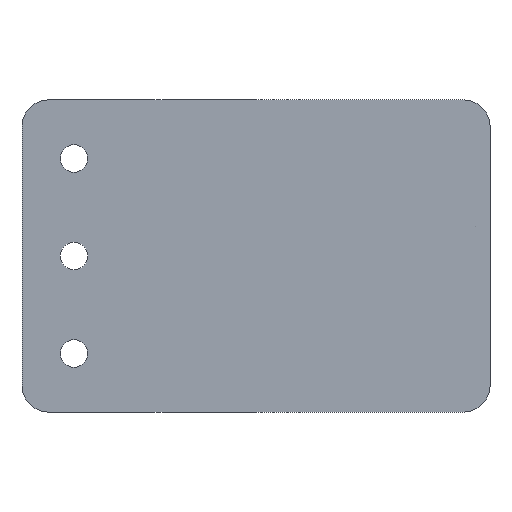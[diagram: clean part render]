
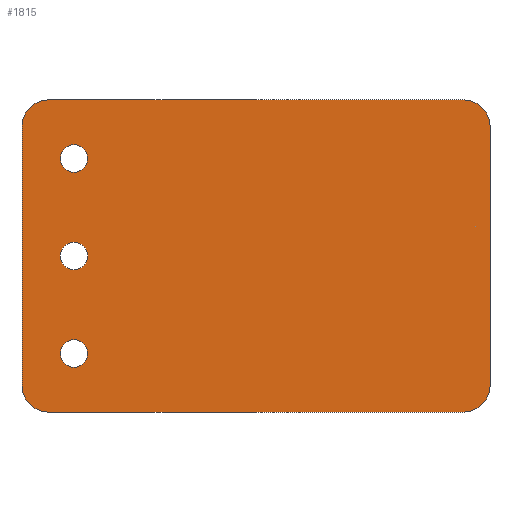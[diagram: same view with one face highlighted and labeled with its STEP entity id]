
A CAD part, left-side view. The second image highlights one B-rep face of the part: STEP entity #1815.
In plain terms, the highlighted planar face has unit normal (-1, 0, 0).
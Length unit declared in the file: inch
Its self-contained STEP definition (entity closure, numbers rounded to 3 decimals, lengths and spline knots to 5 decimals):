
#43 = EDGE_CURVE ( 'NONE', #65, #127, #189, .T. ) ;
#44 = EDGE_CURVE ( 'NONE', #678, #135, #191, .T. ) ;
#46 = EDGE_CURVE ( 'NONE', #127, #129, #190, .T. ) ;
#54 = VERTEX_POINT ( 'NONE', #154 ) ;
#57 = VERTEX_POINT ( 'NONE', #1159 ) ;
#65 = VERTEX_POINT ( 'NONE', #1165 ) ;
#97 = VERTEX_POINT ( 'NONE', #1177 ) ;
#106 = EDGE_CURVE ( 'NONE', #57, #65, #198, .T. ) ;
#107 = EDGE_CURVE ( 'NONE', #135, #54, #210, .T. ) ;
#110 = EDGE_CURVE ( 'NONE', #54, #57, #814, .T. ) ;
#127 = VERTEX_POINT ( 'NONE', #632 ) ;
#129 = VERTEX_POINT ( 'NONE', #634 ) ;
#135 = VERTEX_POINT ( 'NONE', #640 ) ;
#143 = DIRECTION ( 'NONE',  ( 0., 1., 0. ) ) ;
#144 = CARTESIAN_POINT ( 'NONE',  ( 0.58899, 0.792, 1.25 ) ) ;
#145 = DIRECTION ( 'NONE',  ( -1., 0., 0. ) ) ;
#146 = DIRECTION ( 'NONE',  ( 0., 1., 0. ) ) ;
#151 = DIRECTION ( 'NONE',  ( 0., -1., 0. ) ) ;
#154 = CARTESIAN_POINT ( 'NONE',  ( 0.58899, 4.792, 1.5 ) ) ;
#162 = VERTEX_POINT ( 'NONE', #649 ) ;
#163 = VERTEX_POINT ( 'NONE', #650 ) ;
#178 = VERTEX_POINT ( 'NONE', #298 ) ;
#181 = VERTEX_POINT ( 'NONE', #301 ) ;
#182 = VERTEX_POINT ( 'NONE', #302 ) ;
#189 = CIRCLE ( 'NONE', #843, 0.25 ) ;
#190 = LINE ( 'NONE', #1140, #193 ) ;
#191 = CIRCLE ( 'NONE', #838, 0.25 ) ;
#193 = VECTOR ( 'NONE', #151, 39.37008 ) ;
#198 = LINE ( 'NONE', #1147, #208 ) ;
#208 = VECTOR ( 'NONE', #1152, 39.37008 ) ;
#210 = LINE ( 'NONE', #1153, #211 ) ;
#211 = VECTOR ( 'NONE', #1154, 39.37008 ) ;
#225 = AXIS2_PLACEMENT_3D ( 'NONE', #469, #470, #471 ) ;
#268 = CARTESIAN_POINT ( 'NONE',  ( 0.58899, 0.542, 1.25 ) ) ;
#298 = CARTESIAN_POINT ( 'NONE',  ( 0.58899, 4.542, 1.0705 ) ) ;
#301 = CARTESIAN_POINT ( 'NONE',  ( 0.58899, 4.542, -1.0705 ) ) ;
#302 = CARTESIAN_POINT ( 'NONE',  ( 0.58899, 4.542, 0.8045 ) ) ;
#318 = CARTESIAN_POINT ( 'NONE',  ( 0.58899, 4.792, 1.25 ) ) ;
#319 = DIRECTION ( 'NONE',  ( -1., 0., 0. ) ) ;
#320 = DIRECTION ( 'NONE',  ( 0., 1., 0. ) ) ;
#339 = FACE_BOUND ( 'NONE', #1386, .T. ) ;
#342 = FACE_BOUND ( 'NONE', #811, .T. ) ;
#344 = FACE_BOUND ( 'NONE', #812, .T. ) ;
#346 = FACE_OUTER_BOUND ( 'NONE', #813, .T. ) ;
#466 = PLANE ( 'NONE',  #225 ) ;
#469 = CARTESIAN_POINT ( 'NONE',  ( 0.58899, 4.792, -1.25 ) ) ;
#470 = DIRECTION ( 'NONE',  ( 1., 0., 0. ) ) ;
#471 = DIRECTION ( 'NONE',  ( 0., 1., 0. ) ) ;
#564 = CARTESIAN_POINT ( 'NONE',  ( 0.58899, 0.542, -1.25 ) ) ;
#565 = DIRECTION ( 'NONE',  ( 0., 0., 1. ) ) ;
#577 = EDGE_CURVE ( 'NONE', #162, #163, #1687, .T. ) ;
#578 = EDGE_CURVE ( 'NONE', #178, #182, #1688, .T. ) ;
#583 = EDGE_CURVE ( 'NONE', #822, #181, #1695, .T. ) ;
#632 = CARTESIAN_POINT ( 'NONE',  ( 0.58899, 4.792, -1.5 ) ) ;
#634 = CARTESIAN_POINT ( 'NONE',  ( 0.58899, 0.792, -1.5 ) ) ;
#640 = CARTESIAN_POINT ( 'NONE',  ( 0.58899, 0.792, 1.5 ) ) ;
#649 = CARTESIAN_POINT ( 'NONE',  ( 0.58899, 4.542, 0.133 ) ) ;
#650 = CARTESIAN_POINT ( 'NONE',  ( 0.58899, 4.542, -0.133 ) ) ;
#678 = VERTEX_POINT ( 'NONE', #268 ) ;
#709 = CIRCLE ( 'NONE', #1886, 0.133 ) ;
#711 = CIRCLE ( 'NONE', #1885, 0.133 ) ;
#713 = CIRCLE ( 'NONE', #1887, 0.133 ) ;
#811 = EDGE_LOOP ( 'NONE', ( #1552, #1551 ) ) ;
#812 = EDGE_LOOP ( 'NONE', ( #1554, #1522 ) ) ;
#813 = EDGE_LOOP ( 'NONE', ( #1527, #1547, #1521, #1541, #1534, #1544, #1518, #1517 ) ) ;
#814 = CIRCLE ( 'NONE', #850, 0.25 ) ;
#822 = VERTEX_POINT ( 'NONE', #1444 ) ;
#838 = AXIS2_PLACEMENT_3D ( 'NONE', #144, #145, #146 ) ;
#843 = AXIS2_PLACEMENT_3D ( 'NONE', #1708, #1141, #143 ) ;
#849 = AXIS2_PLACEMENT_3D ( 'NONE', #921, #922, #923 ) ;
#850 = AXIS2_PLACEMENT_3D ( 'NONE', #318, #319, #320 ) ;
#851 = AXIS2_PLACEMENT_3D ( 'NONE', #908, #909, #910 ) ;
#852 = AXIS2_PLACEMENT_3D ( 'NONE', #904, #906, #907 ) ;
#895 = EDGE_CURVE ( 'NONE', #181, #822, #709, .T. ) ;
#896 = EDGE_CURVE ( 'NONE', #182, #178, #711, .T. ) ;
#897 = EDGE_CURVE ( 'NONE', #163, #162, #713, .T. ) ;
#904 = CARTESIAN_POINT ( 'NONE',  ( 0.58899, 4.542, 0. ) ) ;
#906 = DIRECTION ( 'NONE',  ( 1., 0., 0. ) ) ;
#907 = DIRECTION ( 'NONE',  ( 0., 0., -1. ) ) ;
#908 = CARTESIAN_POINT ( 'NONE',  ( 0.58899, 4.542, 0.9375 ) ) ;
#909 = DIRECTION ( 'NONE',  ( 1., 0., 0. ) ) ;
#910 = DIRECTION ( 'NONE',  ( 0., 0., -1. ) ) ;
#921 = CARTESIAN_POINT ( 'NONE',  ( 0.58899, 4.542, -0.9375 ) ) ;
#922 = DIRECTION ( 'NONE',  ( 1., 0., 0. ) ) ;
#923 = DIRECTION ( 'NONE',  ( 0., 0., -1. ) ) ;
#1054 = CARTESIAN_POINT ( 'NONE',  ( 0.58899, 0.792, -1.25 ) ) ;
#1063 = DIRECTION ( 'NONE',  ( -1., 0., 0. ) ) ;
#1064 = DIRECTION ( 'NONE',  ( 0., 1., 0. ) ) ;
#1134 = EDGE_CURVE ( 'NONE', #129, #97, #1296, .T. ) ;
#1140 = CARTESIAN_POINT ( 'NONE',  ( 0.58899, 4.792, -1.5 ) ) ;
#1141 = DIRECTION ( 'NONE',  ( -1., 0., 0. ) ) ;
#1147 = CARTESIAN_POINT ( 'NONE',  ( 0.58899, 5.042, -1.25 ) ) ;
#1152 = DIRECTION ( 'NONE',  ( 0., 0., -1. ) ) ;
#1153 = CARTESIAN_POINT ( 'NONE',  ( 0.58899, 4.792, 1.5 ) ) ;
#1154 = DIRECTION ( 'NONE',  ( 0., 1., 0. ) ) ;
#1159 = CARTESIAN_POINT ( 'NONE',  ( 0.58899, 5.042, 1.25 ) ) ;
#1165 = CARTESIAN_POINT ( 'NONE',  ( 0.58899, 5.042, -1.25 ) ) ;
#1177 = CARTESIAN_POINT ( 'NONE',  ( 0.58899, 0.542, -1.25 ) ) ;
#1267 = EDGE_CURVE ( 'NONE', #97, #678, #1306, .T. ) ;
#1296 = CIRCLE ( 'NONE', #1892, 0.25 ) ;
#1306 = LINE ( 'NONE', #564, #1307 ) ;
#1307 = VECTOR ( 'NONE', #565, 39.37008 ) ;
#1386 = EDGE_LOOP ( 'NONE', ( #1545, #1553 ) ) ;
#1397 = CARTESIAN_POINT ( 'NONE',  ( 0.58899, 4.542, -0.9375 ) ) ;
#1400 = CARTESIAN_POINT ( 'NONE',  ( 0.58899, 4.542, 0.9375 ) ) ;
#1405 = CARTESIAN_POINT ( 'NONE',  ( 0.58899, 4.542, 0. ) ) ;
#1406 = DIRECTION ( 'NONE',  ( 1., 0., 0. ) ) ;
#1407 = DIRECTION ( 'NONE',  ( 0., 0., -1. ) ) ;
#1409 = DIRECTION ( 'NONE',  ( 1., 0., 0. ) ) ;
#1410 = DIRECTION ( 'NONE',  ( 0., 0., -1. ) ) ;
#1411 = DIRECTION ( 'NONE',  ( 1., 0., 0. ) ) ;
#1412 = DIRECTION ( 'NONE',  ( 0., 0., -1. ) ) ;
#1444 = CARTESIAN_POINT ( 'NONE',  ( 0.58899, 4.542, -0.8045 ) ) ;
#1517 = ORIENTED_EDGE ( 'NONE', *, *, #106, .T. ) ;
#1518 = ORIENTED_EDGE ( 'NONE', *, *, #110, .T. ) ;
#1521 = ORIENTED_EDGE ( 'NONE', *, *, #1134, .T. ) ;
#1522 = ORIENTED_EDGE ( 'NONE', *, *, #583, .T. ) ;
#1527 = ORIENTED_EDGE ( 'NONE', *, *, #43, .T. ) ;
#1534 = ORIENTED_EDGE ( 'NONE', *, *, #44, .T. ) ;
#1541 = ORIENTED_EDGE ( 'NONE', *, *, #1267, .T. ) ;
#1544 = ORIENTED_EDGE ( 'NONE', *, *, #107, .T. ) ;
#1545 = ORIENTED_EDGE ( 'NONE', *, *, #896, .T. ) ;
#1547 = ORIENTED_EDGE ( 'NONE', *, *, #46, .T. ) ;
#1551 = ORIENTED_EDGE ( 'NONE', *, *, #577, .T. ) ;
#1552 = ORIENTED_EDGE ( 'NONE', *, *, #897, .T. ) ;
#1553 = ORIENTED_EDGE ( 'NONE', *, *, #578, .T. ) ;
#1554 = ORIENTED_EDGE ( 'NONE', *, *, #895, .T. ) ;
#1687 = CIRCLE ( 'NONE', #852, 0.133 ) ;
#1688 = CIRCLE ( 'NONE', #851, 0.133 ) ;
#1695 = CIRCLE ( 'NONE', #849, 0.133 ) ;
#1708 = CARTESIAN_POINT ( 'NONE',  ( 0.58899, 4.792, -1.25 ) ) ;
#1815 = ADVANCED_FACE ( 'NONE', ( #339, #342, #344, #346 ), #466, .F. ) ;
#1885 = AXIS2_PLACEMENT_3D ( 'NONE', #1400, #1409, #1410 ) ;
#1886 = AXIS2_PLACEMENT_3D ( 'NONE', #1397, #1406, #1407 ) ;
#1887 = AXIS2_PLACEMENT_3D ( 'NONE', #1405, #1411, #1412 ) ;
#1892 = AXIS2_PLACEMENT_3D ( 'NONE', #1054, #1063, #1064 ) ;
